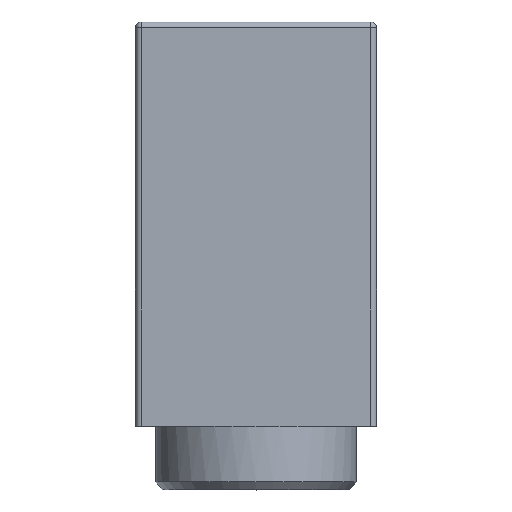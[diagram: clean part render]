
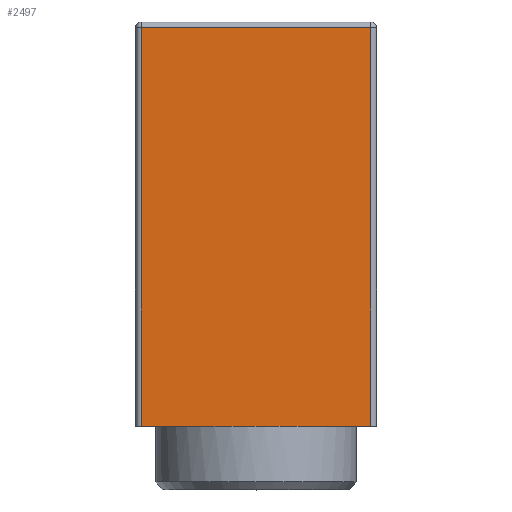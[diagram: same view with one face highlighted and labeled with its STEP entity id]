
A CAD part, top view. The second image highlights one B-rep face of the part: STEP entity #2497.
In plain terms, the highlighted planar face has unit normal (0, 0, 1).
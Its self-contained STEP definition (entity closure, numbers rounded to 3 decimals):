
#581=ORIENTED_EDGE('',*,*,#889,.F.);
#582=ORIENTED_EDGE('',*,*,#890,.T.);
#583=ORIENTED_EDGE('',*,*,#866,.T.);
#584=ORIENTED_EDGE('',*,*,#880,.T.);
#585=ORIENTED_EDGE('',*,*,#891,.F.);
#586=ORIENTED_EDGE('',*,*,#892,.F.);
#866=EDGE_CURVE('',#1060,#1043,#1211,.T.);
#880=EDGE_CURVE('',#1043,#1067,#1220,.T.);
#889=EDGE_CURVE('',#1073,#1074,#1229,.T.);
#890=EDGE_CURVE('',#1073,#1060,#1230,.F.);
#891=EDGE_CURVE('',#1075,#1067,#1231,.T.);
#892=EDGE_CURVE('',#1074,#1075,#1232,.T.);
#1043=VERTEX_POINT('',#3635);
#1060=VERTEX_POINT('',#3691);
#1067=VERTEX_POINT('',#3717);
#1073=VERTEX_POINT('',#3737);
#1074=VERTEX_POINT('',#3738);
#1075=VERTEX_POINT('',#3741);
#1211=LINE('',#3690,#1370);
#1220=LINE('',#3718,#1379);
#1229=LINE('',#3736,#1388);
#1230=LINE('',#3739,#1389);
#1231=LINE('',#3740,#1390);
#1232=LINE('',#3742,#1391);
#1370=VECTOR('',#3108,1000.);
#1379=VECTOR('',#3139,1000.);
#1388=VECTOR('',#3156,1000.);
#1389=VECTOR('',#3157,1000.);
#1390=VECTOR('',#3158,1000.);
#1391=VECTOR('',#3159,1000.);
#1497=EDGE_LOOP('',(#581,#582,#583,#584,#585,#586));
#1614=FACE_BOUND('',#1497,.T.);
#1684=PLANE('',#2675);
#2497=ADVANCED_FACE('',(#1614),#1684,.T.);
#2675=AXIS2_PLACEMENT_3D('',#3735,#3154,#3155);
#3108=DIRECTION('',(-1.,0.,0.));
#3139=DIRECTION('',(0.,-1.,0.));
#3154=DIRECTION('',(0.,0.,1.));
#3155=DIRECTION('',(1.,0.,0.));
#3156=DIRECTION('',(-1.,0.,0.));
#3157=DIRECTION('',(0.,-1.,0.));
#3158=DIRECTION('',(-1.,0.,0.));
#3159=DIRECTION('',(-1.,0.,0.));
#3635=CARTESIAN_POINT('',(-3.425,11.891,2.495));
#3690=CARTESIAN_POINT('',(3.6,11.891,2.495));
#3691=CARTESIAN_POINT('',(3.425,11.891,2.495));
#3717=CARTESIAN_POINT('',(-3.425,0.,2.495));
#3718=CARTESIAN_POINT('',(-3.425,12.066,2.495));
#3735=CARTESIAN_POINT('',(3.6,12.066,2.495));
#3736=CARTESIAN_POINT('',(3.6,0.,2.495));
#3737=CARTESIAN_POINT('',(3.425,0.,2.495));
#3738=CARTESIAN_POINT('',(1.664,0.,2.495));
#3739=CARTESIAN_POINT('',(3.425,12.066,2.495));
#3740=CARTESIAN_POINT('',(3.6,0.,2.495));
#3741=CARTESIAN_POINT('',(-1.664,0.,2.495));
#3742=CARTESIAN_POINT('',(3.6,0.,2.495));
